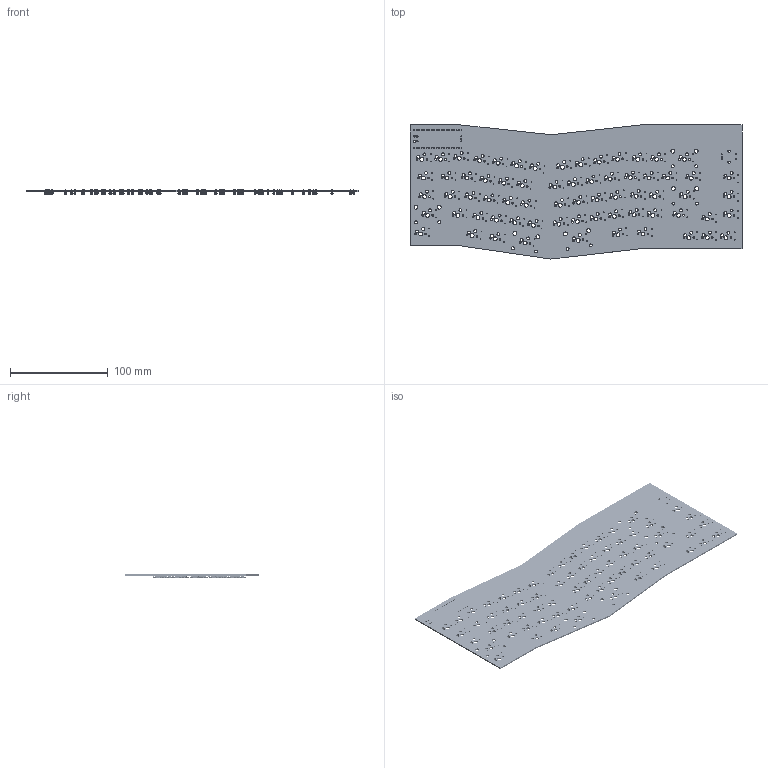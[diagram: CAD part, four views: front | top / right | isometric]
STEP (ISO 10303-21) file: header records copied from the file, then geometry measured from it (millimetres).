
FILE_DESCRIPTION(('KiCad electronic assembly'),'2;1');
FILE_NAME('toro-pcb.step','2025-06-17T16:50:27',('Pcbnew'),('Kicad'), 'Open CASCADE STEP processor 7.8','KiCad to STEP converter','Unknown' );
FILE_SCHEMA(('AUTOMOTIVE_DESIGN { 1 0 10303 214 1 1 1 1 }'));
Length unit declared in the file: millimetre
Products named in the file (4): toro-pcb 1; D_DO-35_SOD27_P7.62mm_Horizontal; toro-pcb_PCB
Assembly tree (70 placements, depth 3):
  toro-pcb 1
    D_DO-35_SOD27_P7.62mm_Horizontal  x68
      D_DO-35_SOD27_P7.62mm_Horizontal
    toro-pcb_PCB
Bounding box: 339.21 x 137 x 5.01 mm (x, y, z)
Volume: 65387.6 mm3; surface area: 91352.6 mm2
Topology: 137 solids, 137 shells, 1656 faces, 3330 edges, 2084 vertices
Faces by surface type: cylinder 960, plane 424, torus 272
Full cylindrical faces by diameter (mm): 0.5 x204, 0.8 x136, 1 x5, 1.02 x43, 1.5 x2, 1.702 x136, 1.8 x2, 2 x136, 2.02 x68, 3 x136, 3.048 x10, 3.988 x78
Entity records: 23081 total; most frequent: DIRECTION 4154, CARTESIAN_POINT 3523, ORIENTED_EDGE 3444, AXIS2_PLACEMENT_3D 1777, EDGE_CURVE 1722, FACE_BOUND 1686, EDGE_LOOP 1686, VERTEX_POINT 1146
